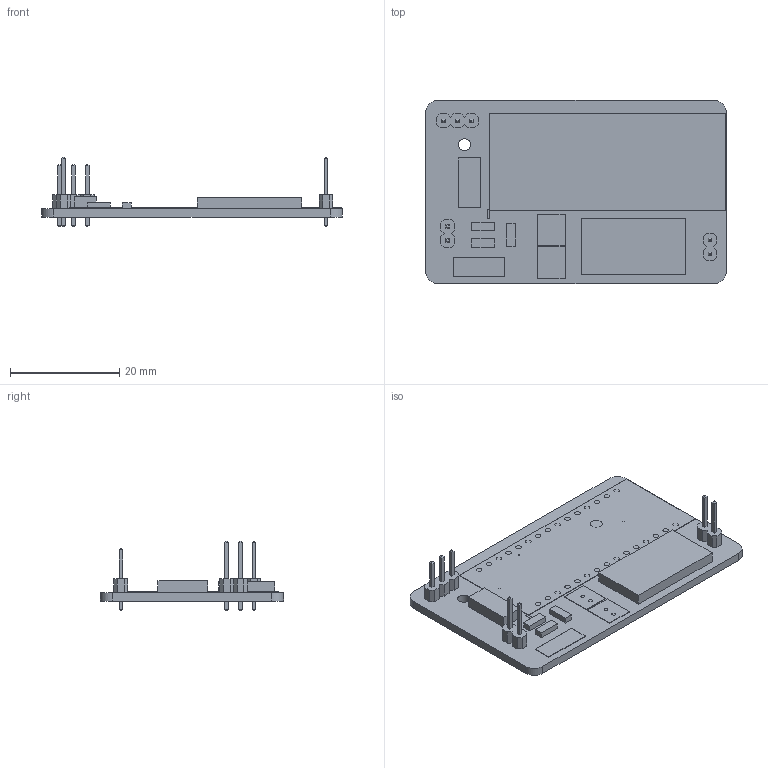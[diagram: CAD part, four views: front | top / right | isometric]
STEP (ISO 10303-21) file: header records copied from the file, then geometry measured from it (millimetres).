
FILE_DESCRIPTION(/* description */ (''),/* implementation_level */ '2;1');
FILE_NAME(/* name */ 'dacf3a23-8211-45bd-997b-f9cdfe56ea08.stp',/* time_stamp */ '2022-05-14T21:36:15Z',/* author */ (''),/* organization */ (''),/* preprocessor_version */ 'ST-DEVELOPER v19',/* originating_system */ 'Autodesk Translation Framework v11.7.0.108',/* authorisation */ '');
FILE_SCHEMA (('AUTOMOTIVE_DESIGN { 1 0 10303 214 3 1 1 }'));
Length unit declared in the file: millimetre
Products named in the file (12): dacf3a23-8211-45bd-997b-f9cdfe56ea08; PCB Component; Board; 1X02; 10u; .1u; L293D; NANO_FOOTPRINT; NET_BRIDGE; MA04-2; 1437566-4; 1X03
Assembly tree (15 placements, depth 3):
  dacf3a23-8211-45bd-997b-f9cdfe56ea08
    PCB Component
      Board
      1X02  x2
      10u  x2
      .1u  x3
      L293D
      NANO_FOOTPRINT
      NET_BRIDGE
      MA04-2
      1437566-4
      1X03
Bounding box: 55 x 33.5 x 12.64 mm (x, y, z)
Volume: 3494.5 mm3; surface area: 7017.7 mm2
Topology: 14 solids, 14 shells, 327 faces, 799 edges, 514 vertices
Faces by surface type: plane 246, cylinder 81
Full cylindrical faces by diameter (mm): 0.35 x3, 0.7 x4, 0.813 x22, 1.016 x45, 2.2 x3
Entity records: 8557 total; most frequent: DIRECTION 1371, CARTESIAN_POINT 1339, ORIENTED_EDGE 1282, EDGE_CURVE 641, LINE 479, VECTOR 479, AXIS2_PLACEMENT_3D 446, EDGE_LOOP 421
